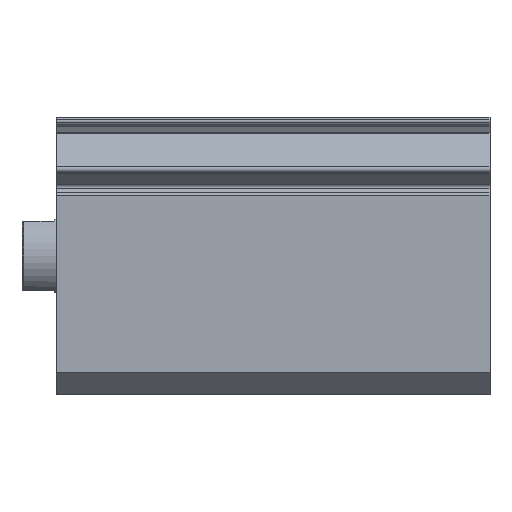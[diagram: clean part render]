
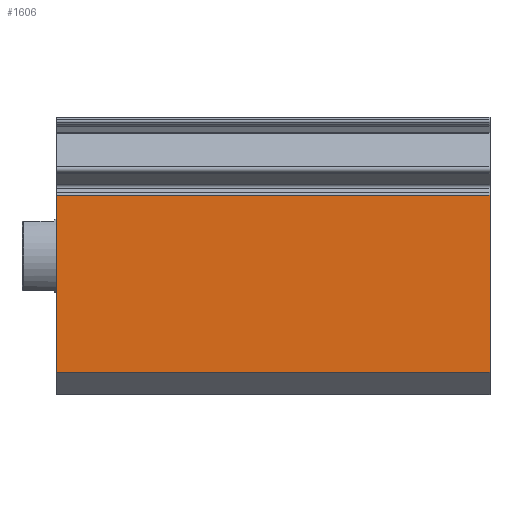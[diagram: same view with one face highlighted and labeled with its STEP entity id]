
A CAD part, front view. The second image highlights one B-rep face of the part: STEP entity #1606.
In plain terms, the highlighted face is planar.
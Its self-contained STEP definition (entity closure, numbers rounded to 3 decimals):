
#99=LINE('',#2515,#219);
#102=LINE('',#2521,#222);
#103=LINE('',#2523,#223);
#104=LINE('',#2525,#224);
#219=VECTOR('',#1989,1000.);
#222=VECTOR('',#1994,1000.);
#223=VECTOR('',#1995,1000.);
#224=VECTOR('',#1996,1000.);
#382=ORIENTED_EDGE('',*,*,#784,.T.);
#383=ORIENTED_EDGE('',*,*,#785,.F.);
#384=ORIENTED_EDGE('',*,*,#786,.F.);
#385=ORIENTED_EDGE('',*,*,#781,.T.);
#781=EDGE_CURVE('',#990,#989,#99,.T.);
#784=EDGE_CURVE('',#989,#992,#102,.T.);
#785=EDGE_CURVE('',#993,#992,#103,.T.);
#786=EDGE_CURVE('',#990,#993,#104,.T.);
#989=VERTEX_POINT('',#2514);
#990=VERTEX_POINT('',#2516);
#992=VERTEX_POINT('',#2522);
#993=VERTEX_POINT('',#2524);
#1237=EDGE_LOOP('',(#382,#383,#384,#385));
#1398=FACE_BOUND('',#1237,.T.);
#1545=PLANE('',#1752);
#1606=ADVANCED_FACE('',(#1398),#1545,.F.);
#1752=AXIS2_PLACEMENT_3D('',#2520,#1992,#1993);
#1989=DIRECTION('',(-1.,0.,0.));
#1992=DIRECTION('',(0.,0.,-1.));
#1993=DIRECTION('',(-1.,0.,0.));
#1994=DIRECTION('',(0.,-1.,0.));
#1995=DIRECTION('',(-1.,0.,0.));
#1996=DIRECTION('',(0.,-1.,0.));
#2514=CARTESIAN_POINT('',(0.,8.757,20.));
#2515=CARTESIAN_POINT('',(62.5,8.757,20.));
#2516=CARTESIAN_POINT('',(62.5,8.757,20.));
#2520=CARTESIAN_POINT('',(62.5,8.757,20.));
#2521=CARTESIAN_POINT('',(0.,8.757,20.));
#2522=CARTESIAN_POINT('',(0.,-16.77,20.));
#2523=CARTESIAN_POINT('',(62.5,-16.77,20.));
#2524=CARTESIAN_POINT('',(62.5,-16.77,20.));
#2525=CARTESIAN_POINT('',(62.5,8.757,20.));
